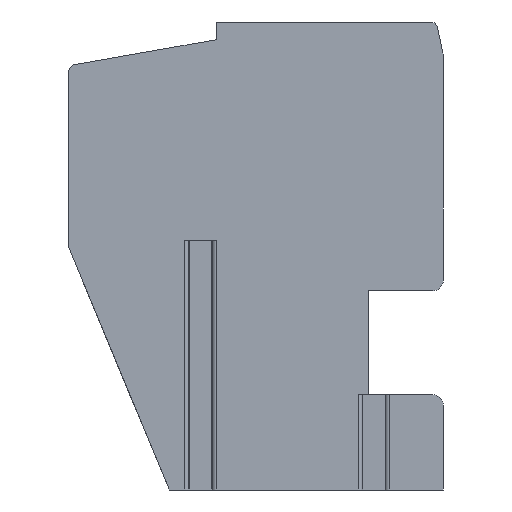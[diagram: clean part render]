
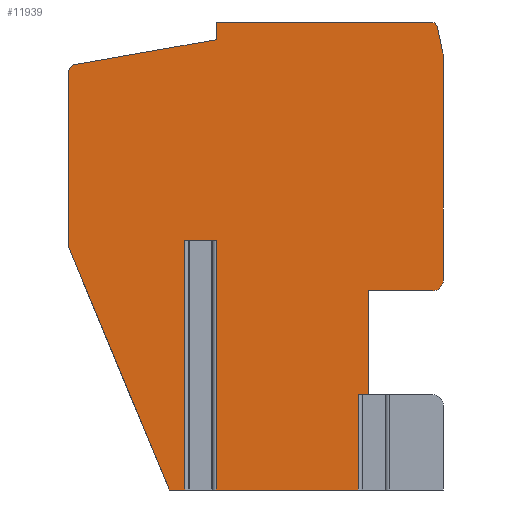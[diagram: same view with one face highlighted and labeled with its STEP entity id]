
A CAD part, left-side view. The second image highlights one B-rep face of the part: STEP entity #11939.
In plain terms, the highlighted planar face has unit normal (-1, 0, 0).
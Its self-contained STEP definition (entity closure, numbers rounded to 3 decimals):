
#18=DIRECTION('',(0.,0.,-1.));
#19=VECTOR('',#18,2.75);
#20=CARTESIAN_POINT('',(0.,-2.949,
-4.));
#21=LINE('',#20,#19);
#22=DIRECTION('',(0.,0.,-1.));
#23=VECTOR('',#22,7.2);
#24=CARTESIAN_POINT('',(0.,1.149,0.45));
#25=LINE('',#24,#23);
#26=DIRECTION('',(0.,1.,0.));
#27=VECTOR('',#26,0.901);
#28=CARTESIAN_POINT('',(0.,1.149,0.45));
#29=LINE('',#28,#27);
#30=DIRECTION('',(0.,0.,-1.));
#31=VECTOR('',#30,7.2);
#32=CARTESIAN_POINT('',(0.,2.05,0.45));
#33=LINE('',#32,#31);
#34=DIRECTION('',(0.,-0.383,-0.924));
#35=VECTOR('',#34,7.577);
#36=CARTESIAN_POINT('',(0.,5.4,0.25));
#37=LINE('',#36,#35);
#38=DIRECTION('',(0.,0.,1.));
#39=VECTOR('',#38,5.072);
#40=CARTESIAN_POINT('',(0.,5.4,0.25));
#41=LINE('',#40,#39);
#42=CARTESIAN_POINT('',(0.,5.2,5.322));
#43=DIRECTION('',(1.,0.,0.));
#44=DIRECTION('',(0.,1.,0.));
#45=AXIS2_PLACEMENT_3D('',#42,#43,#44);
#47=DIRECTION('',(0.,-0.985,0.174));
#48=VECTOR('',#47,4.148);
#49=CARTESIAN_POINT('',(0.,5.235,5.519));
#50=LINE('',#49,#48);
#51=DIRECTION('',(0.,0.,1.));
#52=VECTOR('',#51,0.511);
#53=CARTESIAN_POINT('',(0.,1.15,6.239));
#54=LINE('',#53,#52);
#55=DIRECTION('',(0.,-1.,0.));
#56=VECTOR('',#55,6.188);
#57=CARTESIAN_POINT('',(0.,1.15,6.75));
#58=LINE('',#57,#56);
#59=CARTESIAN_POINT('',(0.,-5.038,6.55));
#60=DIRECTION('',(1.,0.,0.));
#61=DIRECTION('',(0.,0.,1.));
#62=AXIS2_PLACEMENT_3D('',#59,#60,#61);
#64=DIRECTION('',(0.,-0.208,-0.978));
#65=VECTOR('',#64,0.747);
#66=CARTESIAN_POINT('',(0.,-5.234,6.592));
#67=LINE('',#66,#65);
#68=CARTESIAN_POINT('',(0.,-4.9,5.757));
#69=DIRECTION('',(1.,0.,0.));
#70=DIRECTION('',(0.,-0.978,0.208));
#71=AXIS2_PLACEMENT_3D('',#68,#69,#70);
#73=DIRECTION('',(0.,0.,-1.));
#74=VECTOR('',#73,6.457);
#75=CARTESIAN_POINT('',(0.,-5.4,5.757));
#76=LINE('',#75,#74);
#77=CARTESIAN_POINT('',(0.,-5.1,-0.7));
#78=DIRECTION('',(1.,0.,0.));
#79=DIRECTION('',(0.,-1.,0.));
#80=AXIS2_PLACEMENT_3D('',#77,#78,#79);
#82=DIRECTION('',(0.,1.,0.));
#83=VECTOR('',#82,1.85);
#84=CARTESIAN_POINT('',(0.,-5.1,-1.));
#85=LINE('',#84,#83);
#86=DIRECTION('',(0.,0.,-1.));
#87=VECTOR('',#86,3.);
#88=CARTESIAN_POINT('',(0.,-3.25,-1.));
#89=LINE('',#88,#87);
#90=DIRECTION('',(0.,-1.,0.));
#91=VECTOR('',#90,0.301);
#92=CARTESIAN_POINT('',(0.,-2.949,
-4.));
#93=LINE('',#92,#91);
#319=DIRECTION('',(0.,-1.,0.));
#320=VECTOR('',#319,0.45);
#321=CARTESIAN_POINT('',(0.,2.5,-6.75));
#322=LINE('',#321,#320);
#355=DIRECTION('',(0.,-1.,0.));
#356=VECTOR('',#355,4.099);
#357=CARTESIAN_POINT('',(0.,1.149,
-6.75));
#358=LINE('',#357,#356);
#9199=CARTESIAN_POINT('',(0.,5.4,5.322));
#9200=CARTESIAN_POINT('',(0.,5.235,5.519));
#9201=VERTEX_POINT('',#9199);
#9202=VERTEX_POINT('',#9200);
#9203=CARTESIAN_POINT('',(0.,1.15,6.239));
#9204=VERTEX_POINT('',#9203);
#9205=CARTESIAN_POINT('',(0.,1.15,6.75));
#9206=VERTEX_POINT('',#9205);
#9207=CARTESIAN_POINT('',(0.,-5.038,6.75));
#9208=VERTEX_POINT('',#9207);
#9209=CARTESIAN_POINT('',(0.,-5.234,6.592));
#9210=VERTEX_POINT('',#9209);
#9211=CARTESIAN_POINT('',(0.,-5.389,5.86));
#9212=VERTEX_POINT('',#9211);
#9213=CARTESIAN_POINT('',(0.,-5.4,5.757));
#9214=VERTEX_POINT('',#9213);
#9215=CARTESIAN_POINT('',(0.,-5.4,-0.7));
#9216=VERTEX_POINT('',#9215);
#9217=CARTESIAN_POINT('',(0.,-5.1,-1.));
#9218=VERTEX_POINT('',#9217);
#9219=CARTESIAN_POINT('',(0.,-3.25,-1.));
#9220=VERTEX_POINT('',#9219);
#10361=CARTESIAN_POINT('',(0.,5.4,0.25));
#10362=VERTEX_POINT('',#10361);
#10393=CARTESIAN_POINT('',(0.,1.149,
0.45));
#10394=CARTESIAN_POINT('',(0.,2.05,
0.45));
#10395=VERTEX_POINT('',#10393);
#10396=VERTEX_POINT('',#10394);
#10397=CARTESIAN_POINT('',(0.,1.149,
-6.75));
#10398=VERTEX_POINT('',#10397);
#10399=CARTESIAN_POINT('',(0.,2.05,
-6.75));
#10400=VERTEX_POINT('',#10399);
#10413=CARTESIAN_POINT('',(0.,2.5,-6.75));
#10414=VERTEX_POINT('',#10413);
#10425=CARTESIAN_POINT('',(0.,-2.949,
-4.));
#10426=CARTESIAN_POINT('',(0.,-2.949,
-6.75));
#10427=VERTEX_POINT('',#10425);
#10428=VERTEX_POINT('',#10426);
#10429=CARTESIAN_POINT('',(0.,-3.25,-4.));
#10430=VERTEX_POINT('',#10429);
#11892=CARTESIAN_POINT('',(0.,0.,0.));
#11893=DIRECTION('',(1.,0.,0.));
#11894=DIRECTION('',(0.,0.,-1.));
#11895=AXIS2_PLACEMENT_3D('',#11892,#11893,#11894);
#11896=PLANE('',#11895);
#11898=ORIENTED_EDGE('',*,*,#11897,.T.);
#11900=ORIENTED_EDGE('',*,*,#11899,.F.);
#11902=ORIENTED_EDGE('',*,*,#11901,.F.);
#11904=ORIENTED_EDGE('',*,*,#11903,.T.);
#11906=ORIENTED_EDGE('',*,*,#11905,.T.);
#11908=ORIENTED_EDGE('',*,*,#11907,.F.);
#11910=ORIENTED_EDGE('',*,*,#11909,.F.);
#11912=ORIENTED_EDGE('',*,*,#11911,.T.);
#11914=ORIENTED_EDGE('',*,*,#11913,.T.);
#11916=ORIENTED_EDGE('',*,*,#11915,.T.);
#11918=ORIENTED_EDGE('',*,*,#11917,.T.);
#11920=ORIENTED_EDGE('',*,*,#11919,.T.);
#11922=ORIENTED_EDGE('',*,*,#11921,.T.);
#11924=ORIENTED_EDGE('',*,*,#11923,.T.);
#11926=ORIENTED_EDGE('',*,*,#11925,.T.);
#11928=ORIENTED_EDGE('',*,*,#11927,.T.);
#11930=ORIENTED_EDGE('',*,*,#11929,.T.);
#11932=ORIENTED_EDGE('',*,*,#11931,.T.);
#11934=ORIENTED_EDGE('',*,*,#11933,.T.);
#11936=ORIENTED_EDGE('',*,*,#11935,.F.);
#11937=EDGE_LOOP('',(#11898,#11900,#11902,#11904,#11906,#11908,#11910,#11912,
#11914,#11916,#11918,#11920,#11922,#11924,#11926,#11928,#11930,#11932,#11934,
#11936));
#11938=FACE_OUTER_BOUND('',#11937,.F.);
#11939=ADVANCED_FACE('',(#11938),#11896,.F.);
#46=CIRCLE('',#45,0.2);
#63=CIRCLE('',#62,0.2);
#72=CIRCLE('',#71,0.5);
#81=CIRCLE('',#80,0.3);
#11897=EDGE_CURVE('',#10427,#10428,#21,.T.);
#11899=EDGE_CURVE('',#10398,#10428,#358,.T.);
#11901=EDGE_CURVE('',#10395,#10398,#25,.T.);
#11903=EDGE_CURVE('',#10395,#10396,#29,.T.);
#11905=EDGE_CURVE('',#10396,#10400,#33,.T.);
#11907=EDGE_CURVE('',#10414,#10400,#322,.T.);
#11909=EDGE_CURVE('',#10362,#10414,#37,.T.);
#11911=EDGE_CURVE('',#10362,#9201,#41,.T.);
#11913=EDGE_CURVE('',#9201,#9202,#46,.T.);
#11915=EDGE_CURVE('',#9202,#9204,#50,.T.);
#11917=EDGE_CURVE('',#9204,#9206,#54,.T.);
#11919=EDGE_CURVE('',#9206,#9208,#58,.T.);
#11921=EDGE_CURVE('',#9208,#9210,#63,.T.);
#11923=EDGE_CURVE('',#9210,#9212,#67,.T.);
#11925=EDGE_CURVE('',#9212,#9214,#72,.T.);
#11927=EDGE_CURVE('',#9214,#9216,#76,.T.);
#11929=EDGE_CURVE('',#9216,#9218,#81,.T.);
#11931=EDGE_CURVE('',#9218,#9220,#85,.T.);
#11933=EDGE_CURVE('',#9220,#10430,#89,.T.);
#11935=EDGE_CURVE('',#10427,#10430,#93,.T.);
